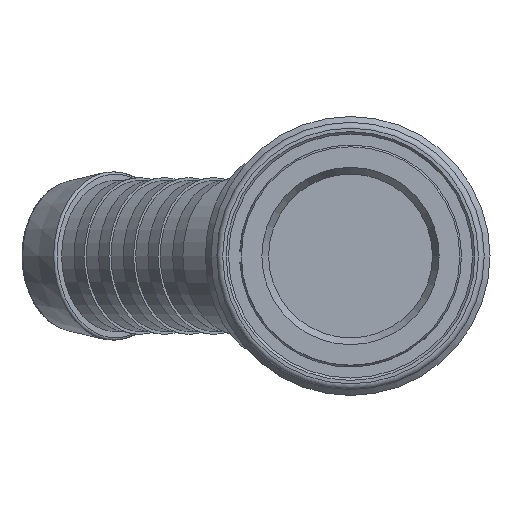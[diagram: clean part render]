
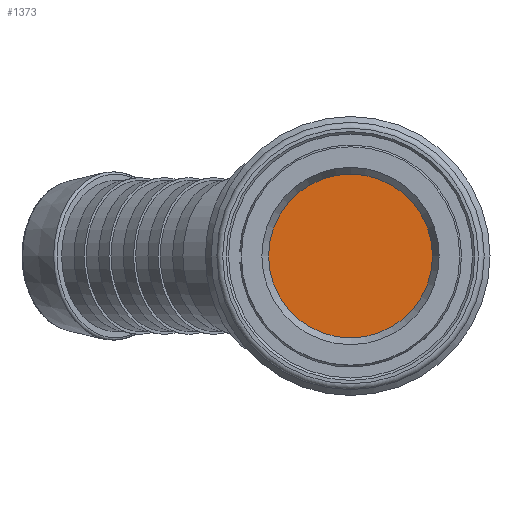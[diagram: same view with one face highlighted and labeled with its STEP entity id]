
A CAD part, left-side view. The second image highlights one B-rep face of the part: STEP entity #1373.
In plain terms, the highlighted planar face has unit normal (-1, 0, 0).
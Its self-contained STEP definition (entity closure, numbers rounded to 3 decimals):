
#346=FACE_OUTER_BOUND('',#437,.T.);
#437=EDGE_LOOP('',(#957));
#543=CIRCLE('',#1483,7.05);
#637=VERTEX_POINT('',#2038);
#759=EDGE_CURVE('',#637,#637,#543,.T.);
#957=ORIENTED_EDGE('',*,*,#759,.F.);
#1353=PLANE('',#1482);
#1373=ADVANCED_FACE('',(#346),#1353,.T.);
#1482=AXIS2_PLACEMENT_3D('',#2037,#1652,#1653);
#1483=AXIS2_PLACEMENT_3D('',#2039,#1654,#1655);
#1652=DIRECTION('center_axis',(-1.,0.,0.));
#1653=DIRECTION('ref_axis',(0.,0.,1.));
#1654=DIRECTION('center_axis',(1.,0.,0.));
#1655=DIRECTION('ref_axis',(0.,0.,1.));
#2037=CARTESIAN_POINT('Origin',(26.57,0.,0.));
#2038=CARTESIAN_POINT('',(26.57,-7.05,0.));
#2039=CARTESIAN_POINT('Origin',(26.57,0.,0.));
